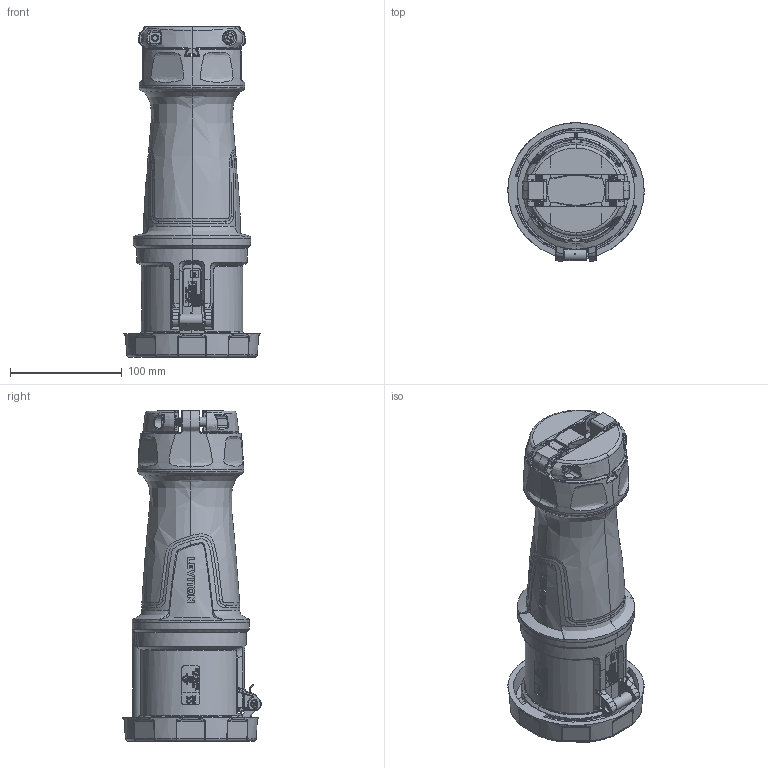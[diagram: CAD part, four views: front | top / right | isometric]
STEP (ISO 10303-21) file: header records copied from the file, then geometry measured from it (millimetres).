
FILE_DESCRIPTION (( 'STEP AP214' ), '1' );
FILE_NAME ('ORC5144-M01.STEP', '2024-07-26T20:25:33', ( '' ), ( '' ), 'SwSTEP 2.0', 'SolidWorks 2020', '' );
FILE_SCHEMA (( 'AUTOMOTIVE_DESIGN' ));
Length unit declared in the file: inch
Products named in the file (1): ORC5144-M01
Bounding box: 121.68 x 123.84 x 295.08 mm (x, y, z)
Surface area: 163971.6 mm2 (no closed solid volume)
Topology: 0 solids, 70 shells, 1482 faces, 6482 edges, 4930 vertices
Faces by surface type: bspline 535, plane 419, cylinder 368, cone 98, torus 31, sphere 31
Entity records: 145469 total; most frequent: CARTESIAN_POINT 82757, ORIENTED_EDGE 9439, EDGE_CURVE 6454, DIRECTION 6253, VERTEX_POINT 4928, B_SPLINE_CURVE_WITH_KNOTS 2591, LINE 2269, VECTOR 2269
